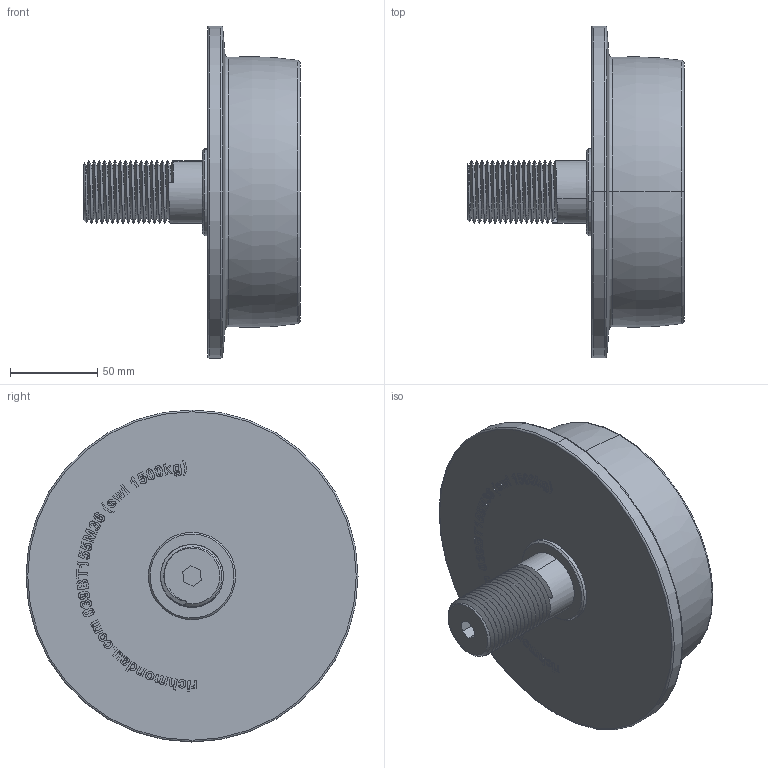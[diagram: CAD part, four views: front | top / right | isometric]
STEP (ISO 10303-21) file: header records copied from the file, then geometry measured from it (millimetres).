
FILE_DESCRIPTION (( 'STEP AP203' ), '1' );
FILE_NAME ('039BT155M36.STEP', '2024-02-21T04:28:52', ( '' ), ( '' ), 'SwSTEP 2.0', 'SolidWorks 2023', '' );
FILE_SCHEMA (( 'CONFIG_CONTROL_DESIGN' ));
Length unit declared in the file: millimetre
Products named in the file (1): 039BT155M36
Bounding box: 124 x 190 x 190 mm (x, y, z)
Volume: 1140262.3 mm3; surface area: 95295 mm2
Topology: 1 solids, 1 shells, 580 faces, 1562 edges, 1036 vertices
Faces by surface type: bspline 275, plane 249, cylinder 37, torus 12, cone 7
Entity records: 33275 total; most frequent: CARTESIAN_POINT 20720, ORIENTED_EDGE 3124, DIRECTION 1591, EDGE_CURVE 1562, VERTEX_POINT 1036, LINE 897, VECTOR 897, EDGE_LOOP 632
